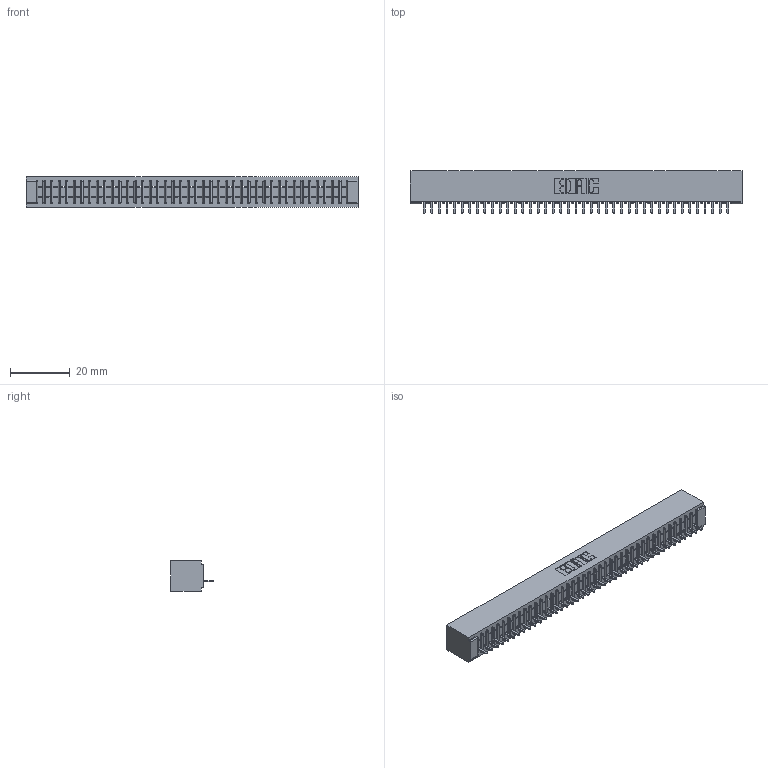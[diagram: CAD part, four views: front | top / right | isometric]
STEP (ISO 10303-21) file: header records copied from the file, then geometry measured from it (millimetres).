
FILE_DESCRIPTION (( 'STEP AP203' ), '1' );
FILE_NAME ('341-041-520-101.STEP', '2018-08-07T00:49:58', ( '' ), ( '' ), 'SwSTEP 2.0', 'SolidWorks 2016', '' );
FILE_SCHEMA (( 'CONFIG_CONTROL_DESIGN' ));
Length unit declared in the file: inch
Products named in the file (3): 341-292-001_341-292-120; 341-041-520-101; 341 Part_No Mounting Lugs
Assembly tree (42 placements, depth 2):
  341-041-520-101
    341 Part_No Mounting Lugs
    341-292-001_341-292-120  x41
Bounding box: 111.12 x 14.27 x 10.16 mm (x, y, z)
Volume: 8149.2 mm3; surface area: 13016.4 mm2
Topology: 42 solids, 42 shells, 3470 faces, 10009 edges, 6422 vertices
Faces by surface type: plane 2155, cylinder 1151, sphere 84, torus 80
Entity records: 48162 total; most frequent: CARTESIAN_POINT 8182, ORIENTED_EDGE 8170, DIRECTION 7897, EDGE_CURVE 4085, LINE 3303, VECTOR 3303, VERTEX_POINT 2582, AXIS2_PLACEMENT_3D 2297
